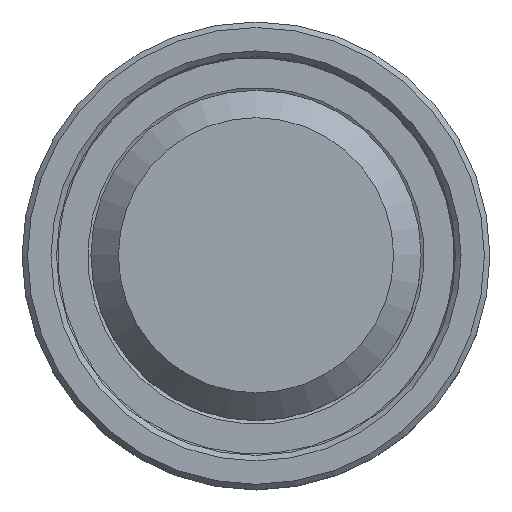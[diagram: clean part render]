
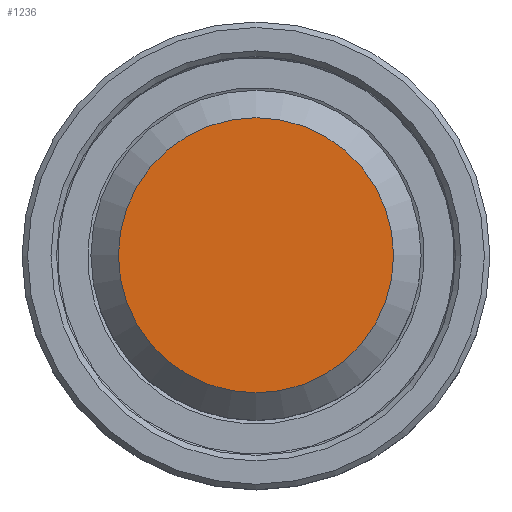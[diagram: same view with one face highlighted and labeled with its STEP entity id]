
A CAD part, top view. The second image highlights one B-rep face of the part: STEP entity #1236.
In plain terms, the highlighted planar face has unit normal (0, 0, 1).
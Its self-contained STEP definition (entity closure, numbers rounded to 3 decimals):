
#1196=CARTESIAN_POINT('',(5.,0.,17.0));
#1197=VERTEX_POINT('',#1196);
#1198=CARTESIAN_POINT('',(0.0,0.0,17.0));
#1199=DIRECTION('',(0.0,0.0,-1.0));
#1200=DIRECTION('',(-1.0,0.0,0.0));
#1201=AXIS2_PLACEMENT_3D('',#1198,#1199,#1200);
#1202=CIRCLE('',#1201,5.);
#1203=EDGE_CURVE('',#1197,#1197,#1202,.T.);
#1228=CARTESIAN_POINT('',(0.0,0.0,17.0));
#1229=DIRECTION('',(0.0,0.0,-1.0));
#1230=DIRECTION('',(-1.0,0.0,0.0));
#1231=AXIS2_PLACEMENT_3D('',#1228,#1229,#1230);
#1232=PLANE('',#1231);
#1233=ORIENTED_EDGE('',*,*,#1203,.F.);
#1234=EDGE_LOOP('',(#1233));
#1235=FACE_OUTER_BOUND('',#1234,.T.);
#1236=ADVANCED_FACE('',(#1235),#1232,.F.);
